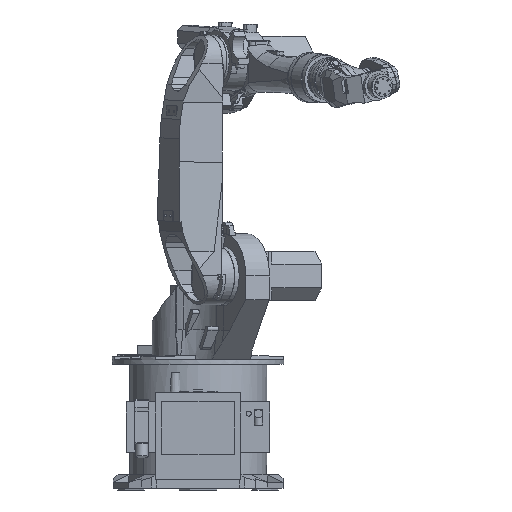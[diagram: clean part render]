
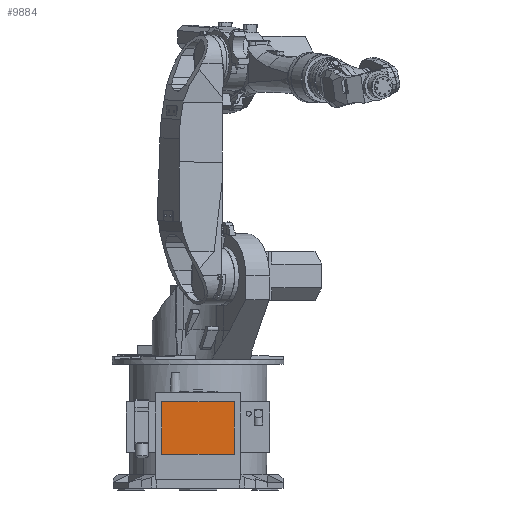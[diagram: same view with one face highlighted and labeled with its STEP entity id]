
A CAD part, left-side view. The second image highlights one B-rep face of the part: STEP entity #9884.
In plain terms, the highlighted planar face has unit normal (-1, 0, 0).
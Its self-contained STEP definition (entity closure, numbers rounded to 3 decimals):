
#9845=CARTESIAN_POINT('',(-297.9,0.134,195.524));
#9846=DIRECTION('',(-1.0,0.0,0.0));
#9847=DIRECTION('',(0.0,0.0,1.0));
#9848=AXIS2_PLACEMENT_3D('',#9845,#9846,#9847);
#9849=PLANE('',#9848);
#9850=CARTESIAN_POINT('',(-297.9,-114.866,113.024));
#9851=VERTEX_POINT('',#9850);
#9852=CARTESIAN_POINT('',(-297.9,115.134,113.024));
#9853=VERTEX_POINT('',#9852);
#9854=CARTESIAN_POINT('',(-297.9,-114.866,113.024));
#9855=DIRECTION('',(0.0,1.0,0.0));
#9856=VECTOR('',#9855,230.0);
#9857=LINE('',#9854,#9856);
#9858=EDGE_CURVE('',#9851,#9853,#9857,.T.);
#9859=ORIENTED_EDGE('',*,*,#9858,.F.);
#9860=CARTESIAN_POINT('',(-297.9,-114.866,278.024));
#9861=VERTEX_POINT('',#9860);
#9862=CARTESIAN_POINT('',(-297.9,-114.866,278.024));
#9863=DIRECTION('',(0.0,0.0,-1.0));
#9864=VECTOR('',#9863,165.0);
#9865=LINE('',#9862,#9864);
#9866=EDGE_CURVE('',#9861,#9851,#9865,.T.);
#9867=ORIENTED_EDGE('',*,*,#9866,.F.);
#9868=CARTESIAN_POINT('',(-297.9,115.134,278.024));
#9869=VERTEX_POINT('',#9868);
#9870=CARTESIAN_POINT('',(-297.9,115.134,278.024));
#9871=DIRECTION('',(0.0,-1.0,0.0));
#9872=VECTOR('',#9871,230.0);
#9873=LINE('',#9870,#9872);
#9874=EDGE_CURVE('',#9869,#9861,#9873,.T.);
#9875=ORIENTED_EDGE('',*,*,#9874,.F.);
#9876=CARTESIAN_POINT('',(-297.9,115.134,113.024));
#9877=DIRECTION('',(0.0,0.0,1.0));
#9878=VECTOR('',#9877,165.);
#9879=LINE('',#9876,#9878);
#9880=EDGE_CURVE('',#9853,#9869,#9879,.T.);
#9881=ORIENTED_EDGE('',*,*,#9880,.F.);
#9882=EDGE_LOOP('',(#9859,#9867,#9875,#9881));
#9883=FACE_OUTER_BOUND('',#9882,.T.);
#9884=ADVANCED_FACE('',(#9883),#9849,.T.);
